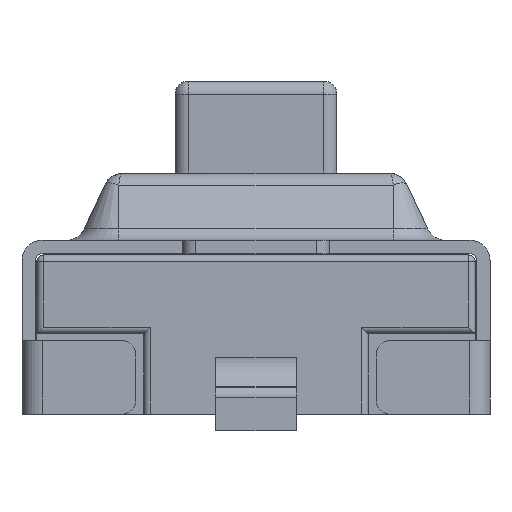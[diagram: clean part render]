
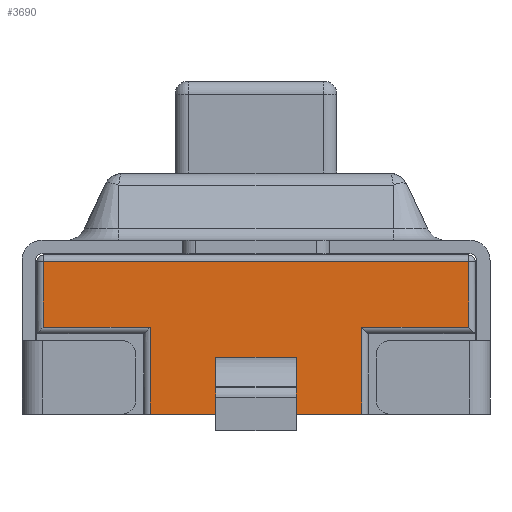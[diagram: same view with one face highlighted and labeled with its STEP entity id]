
A CAD part, left-side view. The second image highlights one B-rep face of the part: STEP entity #3690.
In plain terms, the highlighted face is planar.
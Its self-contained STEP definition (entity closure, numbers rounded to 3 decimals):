
#5 = DIRECTION ( 'NONE',  ( 0., 0., 1. ) ) ;
#39 = FACE_OUTER_BOUND ( 'NONE', #1055, .T. ) ;
#234 = DIRECTION ( 'NONE',  ( 0., 0., -1. ) ) ;
#352 = CARTESIAN_POINT ( 'NONE',  ( 3., -1.59, 5.745 ) ) ;
#449 = CARTESIAN_POINT ( 'NONE',  ( 3., -1.64, 0.1 ) ) ;
#526 = CARTESIAN_POINT ( 'NONE',  ( 3., 0.79, 0.1 ) ) ;
#574 = VERTEX_POINT ( 'NONE', #1454 ) ;
#714 = VECTOR ( 'NONE', #234, 1000. ) ;
#1055 = EDGE_LOOP ( 'NONE', ( #6104, #8262, #10336, #4372, #12700, #4623, #2219, #1270 ) ) ;
#1157 = EDGE_CURVE ( 'NONE', #15014, #9255, #6895, .T. ) ;
#1215 = LINE ( 'NONE', #352, #5725 ) ;
#1270 = ORIENTED_EDGE ( 'NONE', *, *, #1157, .F. ) ;
#1454 = CARTESIAN_POINT ( 'NONE',  ( 3., 0.79, 0.75 ) ) ;
#1475 = EDGE_CURVE ( 'NONE', #14407, #11081, #1215, .T. ) ;
#1581 = DIRECTION ( 'NONE',  ( -1., 0., 0. ) ) ;
#1778 = CARTESIAN_POINT ( 'NONE',  ( 3., -0.79, 0.75 ) ) ;
#1917 = LINE ( 'NONE', #11707, #15288 ) ;
#2219 = ORIENTED_EDGE ( 'NONE', *, *, #4442, .F. ) ;
#2313 = EDGE_CURVE ( 'NONE', #11081, #15014, #1917, .T. ) ;
#2616 = VECTOR ( 'NONE', #4225, 1000. ) ;
#3004 = LINE ( 'NONE', #449, #2616 ) ;
#3690 = ADVANCED_FACE ( 'NONE', ( #39 ), #10162, .F. ) ;
#4092 = VERTEX_POINT ( 'NONE', #8788 ) ;
#4225 = DIRECTION ( 'NONE',  ( 0., -1., 0. ) ) ;
#4230 = CARTESIAN_POINT ( 'NONE',  ( 3., 0.79, 5.745 ) ) ;
#4372 = ORIENTED_EDGE ( 'NONE', *, *, #11639, .F. ) ;
#4442 = EDGE_CURVE ( 'NONE', #9255, #574, #13916, .T. ) ;
#4470 = VECTOR ( 'NONE', #14213, 1000. ) ;
#4623 = ORIENTED_EDGE ( 'NONE', *, *, #13924, .F. ) ;
#4939 = CARTESIAN_POINT ( 'NONE',  ( 3., 1.59, 5.745 ) ) ;
#5476 = DIRECTION ( 'NONE',  ( 0., 0., -1. ) ) ;
#5634 = LINE ( 'NONE', #8784, #11622 ) ;
#5725 = VECTOR ( 'NONE', #5, 1000. ) ;
#5887 = CARTESIAN_POINT ( 'NONE',  ( 3., 1.59, 0.75 ) ) ;
#6104 = ORIENTED_EDGE ( 'NONE', *, *, #2313, .F. ) ;
#6895 = LINE ( 'NONE', #4939, #714 ) ;
#7686 = DIRECTION ( 'NONE',  ( 0., 0., 1. ) ) ;
#7838 = VERTEX_POINT ( 'NONE', #1778 ) ;
#8262 = ORIENTED_EDGE ( 'NONE', *, *, #1475, .F. ) ;
#8377 = VECTOR ( 'NONE', #5476, 1000. ) ;
#8592 = LINE ( 'NONE', #13736, #14745 ) ;
#8784 = CARTESIAN_POINT ( 'NONE',  ( 3., -1.64, 0.75 ) ) ;
#8788 = CARTESIAN_POINT ( 'NONE',  ( 3., -0.79, 0.1 ) ) ;
#9255 = VERTEX_POINT ( 'NONE', #5887 ) ;
#9783 = EDGE_CURVE ( 'NONE', #7838, #14407, #5634, .T. ) ;
#9992 = DIRECTION ( 'NONE',  ( 0., -1., 0. ) ) ;
#10106 = CARTESIAN_POINT ( 'NONE',  ( 3., -1.59, 0.75 ) ) ;
#10116 = CARTESIAN_POINT ( 'NONE',  ( 3., -1.64, 5.745 ) ) ;
#10162 = PLANE ( 'NONE',  #13228 ) ;
#10336 = ORIENTED_EDGE ( 'NONE', *, *, #9783, .F. ) ;
#11081 = VERTEX_POINT ( 'NONE', #11336 ) ;
#11336 = CARTESIAN_POINT ( 'NONE',  ( 3., -1.59, 1.24 ) ) ;
#11622 = VECTOR ( 'NONE', #9992, 1000. ) ;
#11639 = EDGE_CURVE ( 'NONE', #4092, #7838, #8592, .T. ) ;
#11707 = CARTESIAN_POINT ( 'NONE',  ( 3., 0., 1.24 ) ) ;
#11795 = DIRECTION ( 'NONE',  ( 0., 1., 0. ) ) ;
#11823 = VERTEX_POINT ( 'NONE', #526 ) ;
#12700 = ORIENTED_EDGE ( 'NONE', *, *, #14862, .F. ) ;
#12892 = CARTESIAN_POINT ( 'NONE',  ( 3., 1.59, 1.24 ) ) ;
#13228 = AXIS2_PLACEMENT_3D ( 'NONE', #10116, #1581, #7686 ) ;
#13736 = CARTESIAN_POINT ( 'NONE',  ( 3., -0.79, 5.745 ) ) ;
#13916 = LINE ( 'NONE', #14306, #4470 ) ;
#13924 = EDGE_CURVE ( 'NONE', #574, #11823, #14927, .T. ) ;
#14213 = DIRECTION ( 'NONE',  ( 0., -1., 0. ) ) ;
#14306 = CARTESIAN_POINT ( 'NONE',  ( 3., -1.64, 0.75 ) ) ;
#14407 = VERTEX_POINT ( 'NONE', #10106 ) ;
#14745 = VECTOR ( 'NONE', #14854, 1000. ) ;
#14854 = DIRECTION ( 'NONE',  ( 0., 0., 1. ) ) ;
#14862 = EDGE_CURVE ( 'NONE', #11823, #4092, #3004, .T. ) ;
#14927 = LINE ( 'NONE', #4230, #8377 ) ;
#15014 = VERTEX_POINT ( 'NONE', #12892 ) ;
#15288 = VECTOR ( 'NONE', #11795, 1000. ) ;
